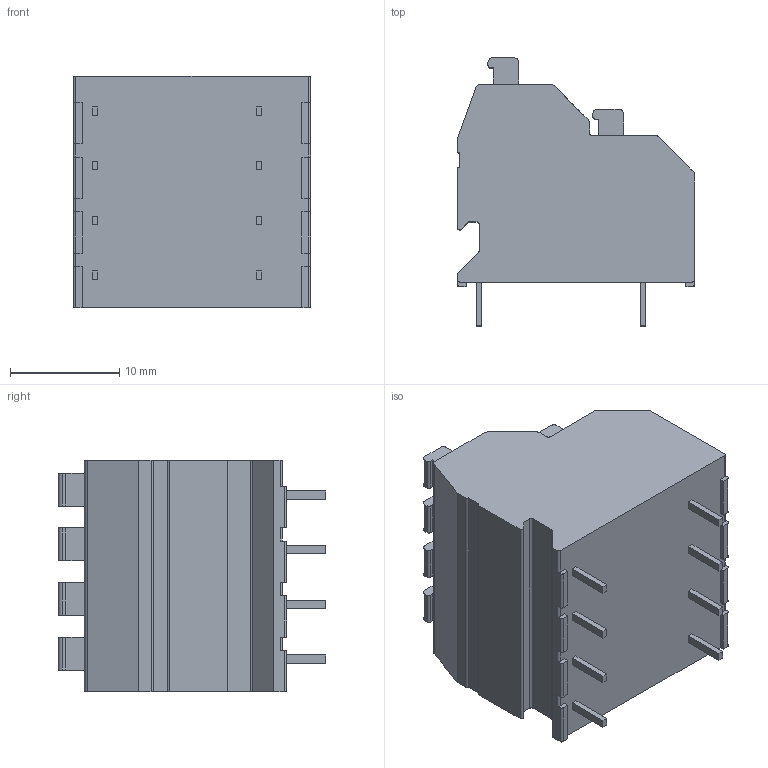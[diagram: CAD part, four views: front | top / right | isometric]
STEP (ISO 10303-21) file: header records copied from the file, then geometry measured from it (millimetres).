
FILE_DESCRIPTION( ( 'STEP AP203' ), '1' );
FILE_NAME( '250-704.stp', '2021-01-31T21:26:27', ( 'License CC BY-ND 4.0' ), ( 'CADENAS' ), ' ', 'PARTsolutions', ' ' );
FILE_SCHEMA( ( 'CONFIG_CONTROL_DESIGN' ) );
Length unit declared in the file: millimetre
Products named in the file (1): _250-704
Bounding box: 21.7 x 24.5 x 21.2 mm (x, y, z)
Volume: 6843.3 mm3; surface area: 2785.9 mm2
Topology: 1 solids, 1 shells, 315 faces, 875 edges, 578 vertices
Faces by surface type: plane 224, cylinder 75, cone 16
Entity records: 10067 total; most frequent: CARTESIAN_POINT 1817, ORIENTED_EDGE 1750, DIRECTION 1657, EDGE_CURVE 875, LINE 693, VECTOR 693, VERTEX_POINT 578, AXIS2_PLACEMENT_3D 482
